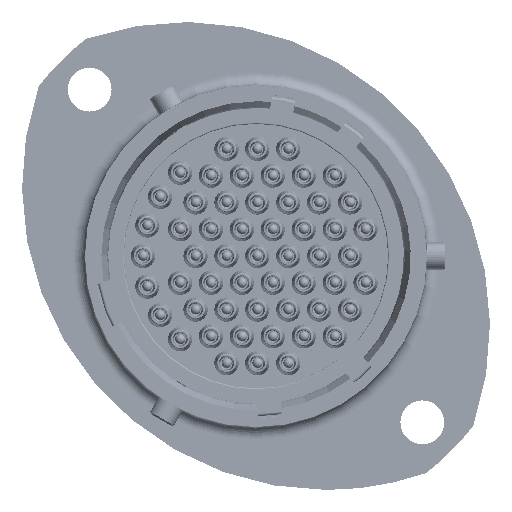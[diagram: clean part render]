
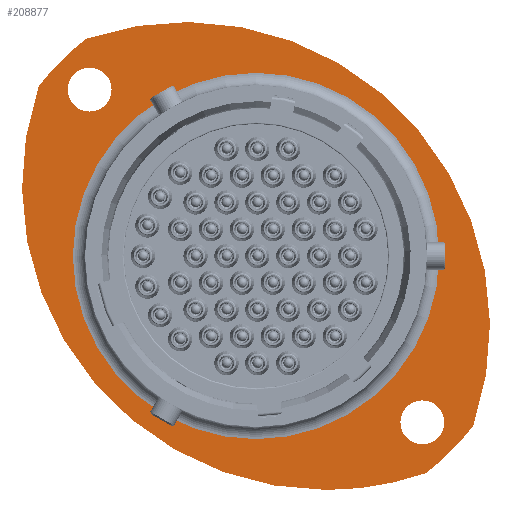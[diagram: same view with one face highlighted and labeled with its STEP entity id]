
A CAD part, left-side view. The second image highlights one B-rep face of the part: STEP entity #208877.
In plain terms, the highlighted planar face has unit normal (-1, 0, 0).
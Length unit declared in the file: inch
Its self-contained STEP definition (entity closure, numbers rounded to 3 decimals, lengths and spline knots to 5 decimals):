
#1770 = CIRCLE ( 'NONE', #37953, 0.88583 ) ;
#3031 = DIRECTION ( 'NONE',  ( 1., 0., 0. ) ) ;
#3520 = ORIENTED_EDGE ( 'NONE', *, *, #142372, .T. ) ;
#12137 = DIRECTION ( 'NONE',  ( -1., 0., 0. ) ) ;
#13186 = CARTESIAN_POINT ( 'NONE',  ( 0.62913, 0., 0.53327 ) ) ;
#13997 = VERTEX_POINT ( 'NONE', #69748 ) ;
#18862 = DIRECTION ( 'NONE',  ( -1., 0., 0. ) ) ;
#19454 = CARTESIAN_POINT ( 'NONE',  ( 0.62913, -0.4844, -0.54837 ) ) ;
#22761 = AXIS2_PLACEMENT_3D ( 'NONE', #118229, #18862, #134923 ) ;
#24904 = EDGE_CURVE ( 'NONE', #85928, #155205, #189169, .T. ) ;
#32157 = CIRCLE ( 'NONE', #124759, 0.06398 ) ;
#32719 = CARTESIAN_POINT ( 'NONE',  ( 0.62913, 0.4844, 0.4844 ) ) ;
#37953 = AXIS2_PLACEMENT_3D ( 'NONE', #150274, #50748, #166957 ) ;
#38192 = CARTESIAN_POINT ( 'NONE',  ( 0.62913, 0., 0. ) ) ;
#48760 = AXIS2_PLACEMENT_3D ( 'NONE', #157728, #58236, #174387 ) ;
#49389 = DIRECTION ( 'NONE',  ( 0., 0., -1. ) ) ;
#49661 = EDGE_CURVE ( 'NONE', #81435, #178755, #197984, .T. ) ;
#50748 = DIRECTION ( 'NONE',  ( -1., 0., 0. ) ) ;
#52596 = CIRCLE ( 'NONE', #124016, 0.88583 ) ;
#52962 = CARTESIAN_POINT ( 'NONE',  ( 0.62913, -0.4844, -0.42042 ) ) ;
#54780 = DIRECTION ( 'NONE',  ( 0., 0., -1. ) ) ;
#58236 = DIRECTION ( 'NONE',  ( -1., 0., 0. ) ) ;
#58631 = VERTEX_POINT ( 'NONE', #74023 ) ;
#58700 = EDGE_CURVE ( 'NONE', #203495, #208272, #52596, .T. ) ;
#59022 = CARTESIAN_POINT ( 'NONE',  ( 0.62913, 0.49783, 0. ) ) ;
#59552 = ORIENTED_EDGE ( 'NONE', *, *, #24904, .F. ) ;
#59614 = AXIS2_PLACEMENT_3D ( 'NONE', #111550, #12137, #128300 ) ;
#63600 = CARTESIAN_POINT ( 'NONE',  ( 0.62913, -0.4844, -0.4844 ) ) ;
#69748 = CARTESIAN_POINT ( 'NONE',  ( 0.62913, -0.63209, -0.49549 ) ) ;
#69874 = CIRCLE ( 'NONE', #22761, 0.88583 ) ;
#72601 = AXIS2_PLACEMENT_3D ( 'NONE', #59022, #175155, #75712 ) ;
#74023 = CARTESIAN_POINT ( 'NONE',  ( 0.62913, 0.49549, 0.63209 ) ) ;
#75712 = DIRECTION ( 'NONE',  ( 0., 0., -1. ) ) ;
#76231 = AXIS2_PLACEMENT_3D ( 'NONE', #102563, #3031, #119166 ) ;
#76927 = DIRECTION ( 'NONE',  ( -1., 0., 0. ) ) ;
#79133 = EDGE_LOOP ( 'NONE', ( #59552, #85453 ) ) ;
#79361 = EDGE_CURVE ( 'NONE', #155205, #85928, #32157, .T. ) ;
#80299 = DIRECTION ( 'NONE',  ( 0., 0., -1. ) ) ;
#81435 = VERTEX_POINT ( 'NONE', #122187 ) ;
#83124 = FACE_BOUND ( 'NONE', #79133, .T. ) ;
#85453 = ORIENTED_EDGE ( 'NONE', *, *, #79361, .F. ) ;
#85928 = VERTEX_POINT ( 'NONE', #109044 ) ;
#87422 = EDGE_LOOP ( 'NONE', ( #141499, #154321 ) ) ;
#88336 = FACE_BOUND ( 'NONE', #87422, .T. ) ;
#90470 = EDGE_CURVE ( 'NONE', #58631, #203495, #164531, .T. ) ;
#91663 = ORIENTED_EDGE ( 'NONE', *, *, #187165, .T. ) ;
#91784 = DIRECTION ( 'NONE',  ( -1., 0., 0. ) ) ;
#91976 = CIRCLE ( 'NONE', #97108, 0.06398 ) ;
#93409 = CARTESIAN_POINT ( 'NONE',  ( 0.62913, -0.20462, -0.68121 ) ) ;
#97108 = AXIS2_PLACEMENT_3D ( 'NONE', #197794, #98523, #214584 ) ;
#98523 = DIRECTION ( 'NONE',  ( -1., 0., 0. ) ) ;
#102563 = CARTESIAN_POINT ( 'NONE',  ( 0.62913, 0., 0. ) ) ;
#103006 = EDGE_CURVE ( 'NONE', #178755, #81435, #151714, .T. ) ;
#103268 = CARTESIAN_POINT ( 'NONE',  ( 0.62913, 0.4844, 0.54837 ) ) ;
#108015 = EDGE_CURVE ( 'NONE', #192258, #127919, #181220, .T. ) ;
#109044 = CARTESIAN_POINT ( 'NONE',  ( 0.62913, 0.4844, 0.42042 ) ) ;
#111550 = CARTESIAN_POINT ( 'NONE',  ( 0.62913, 0., 0. ) ) ;
#113101 = CARTESIAN_POINT ( 'NONE',  ( 0.62913, 0.63209, 0.49549 ) ) ;
#114948 = AXIS2_PLACEMENT_3D ( 'NONE', #38192, #154322, #54780 ) ;
#115570 = ORIENTED_EDGE ( 'NONE', *, *, #134960, .T. ) ;
#118229 = CARTESIAN_POINT ( 'NONE',  ( 0.62913, -0.20462, 0.20462 ) ) ;
#119166 = DIRECTION ( 'NONE',  ( 0., 0., -1. ) ) ;
#122187 = CARTESIAN_POINT ( 'NONE',  ( 0.62913, 0., -0.53327 ) ) ;
#124016 = AXIS2_PLACEMENT_3D ( 'NONE', #176323, #76927, #192971 ) ;
#124405 = PLANE ( 'NONE',  #72601 ) ;
#124759 = AXIS2_PLACEMENT_3D ( 'NONE', #191179, #91784, #207851 ) ;
#127919 = VERTEX_POINT ( 'NONE', #19454 ) ;
#128300 = DIRECTION ( 'NONE',  ( 0., 0., 1. ) ) ;
#133610 = CIRCLE ( 'NONE', #48760, 0.80315 ) ;
#134760 = VERTEX_POINT ( 'NONE', #162641 ) ;
#134923 = DIRECTION ( 'NONE',  ( 0., 0., -1. ) ) ;
#134960 = EDGE_CURVE ( 'NONE', #13997, #58631, #1770, .T. ) ;
#138468 = ORIENTED_EDGE ( 'NONE', *, *, #49661, .T. ) ;
#141499 = ORIENTED_EDGE ( 'NONE', *, *, #174088, .F. ) ;
#142372 = EDGE_CURVE ( 'NONE', #134760, #13997, #133610, .T. ) ;
#148968 = DIRECTION ( 'NONE',  ( -1., 0., 0. ) ) ;
#149639 = ORIENTED_EDGE ( 'NONE', *, *, #103006, .T. ) ;
#150274 = CARTESIAN_POINT ( 'NONE',  ( 0.62913, 0.20462, -0.20462 ) ) ;
#151714 = CIRCLE ( 'NONE', #114948, 0.53327 ) ;
#154321 = ORIENTED_EDGE ( 'NONE', *, *, #108015, .F. ) ;
#154322 = DIRECTION ( 'NONE',  ( 1., 0., 0. ) ) ;
#155205 = VERTEX_POINT ( 'NONE', #103268 ) ;
#157728 = CARTESIAN_POINT ( 'NONE',  ( 0.62913, 0., 0. ) ) ;
#159776 = ORIENTED_EDGE ( 'NONE', *, *, #90470, .T. ) ;
#162641 = CARTESIAN_POINT ( 'NONE',  ( 0.62913, -0.49549, -0.63209 ) ) ;
#164531 = CIRCLE ( 'NONE', #59614, 0.80315 ) ;
#166957 = DIRECTION ( 'NONE',  ( 0., 0., -1. ) ) ;
#171391 = FACE_BOUND ( 'NONE', #197606, .T. ) ;
#174088 = EDGE_CURVE ( 'NONE', #127919, #192258, #91976, .T. ) ;
#174387 = DIRECTION ( 'NONE',  ( 0., 0., 1. ) ) ;
#175155 = DIRECTION ( 'NONE',  ( 1., 0., 0. ) ) ;
#176323 = CARTESIAN_POINT ( 'NONE',  ( 0.62913, -0.20462, 0.20462 ) ) ;
#178755 = VERTEX_POINT ( 'NONE', #13186 ) ;
#179658 = DIRECTION ( 'NONE',  ( -1., 0., 0. ) ) ;
#181220 = CIRCLE ( 'NONE', #197310, 0.06398 ) ;
#187165 = EDGE_CURVE ( 'NONE', #208272, #134760, #69874, .T. ) ;
#189169 = CIRCLE ( 'NONE', #191849, 0.06398 ) ;
#191179 = CARTESIAN_POINT ( 'NONE',  ( 0.62913, 0.4844, 0.4844 ) ) ;
#191849 = AXIS2_PLACEMENT_3D ( 'NONE', #32719, #148968, #49389 ) ;
#192206 = EDGE_LOOP ( 'NONE', ( #203603, #91663, #3520, #115570, #159776 ) ) ;
#192258 = VERTEX_POINT ( 'NONE', #52962 ) ;
#192971 = DIRECTION ( 'NONE',  ( 0., 0., -1. ) ) ;
#197310 = AXIS2_PLACEMENT_3D ( 'NONE', #63600, #179658, #80299 ) ;
#197606 = EDGE_LOOP ( 'NONE', ( #138468, #149639 ) ) ;
#197794 = CARTESIAN_POINT ( 'NONE',  ( 0.62913, -0.4844, -0.4844 ) ) ;
#197984 = CIRCLE ( 'NONE', #76231, 0.53327 ) ;
#203495 = VERTEX_POINT ( 'NONE', #113101 ) ;
#203603 = ORIENTED_EDGE ( 'NONE', *, *, #58700, .T. ) ;
#207851 = DIRECTION ( 'NONE',  ( 0., 0., -1. ) ) ;
#208272 = VERTEX_POINT ( 'NONE', #93409 ) ;
#208877 = ADVANCED_FACE ( 'NONE', ( #88336, #171391, #83124, #215518 ), #124405, .F. ) ;
#214584 = DIRECTION ( 'NONE',  ( 0., 0., -1. ) ) ;
#215518 = FACE_OUTER_BOUND ( 'NONE', #192206, .T. ) ;
